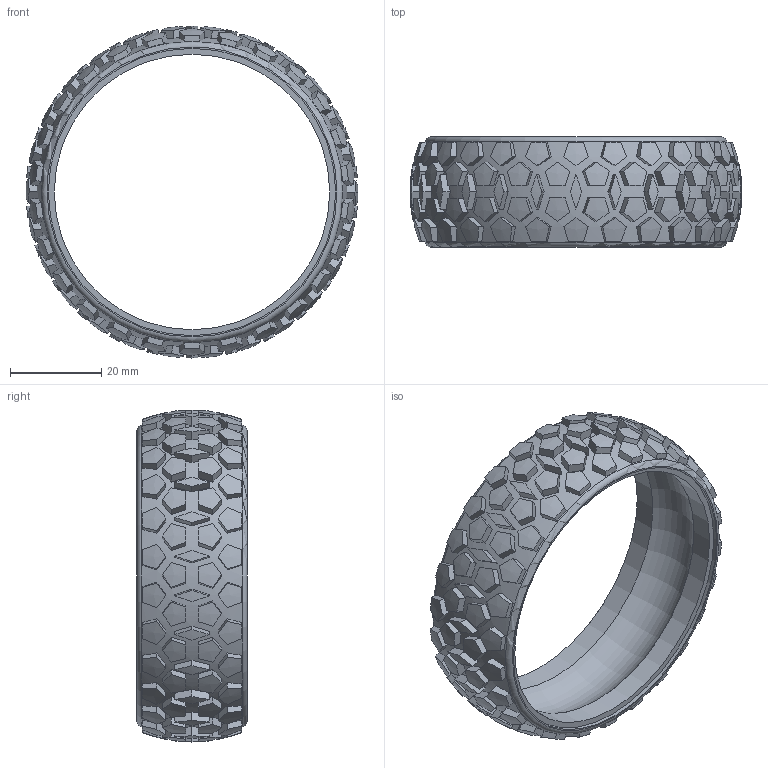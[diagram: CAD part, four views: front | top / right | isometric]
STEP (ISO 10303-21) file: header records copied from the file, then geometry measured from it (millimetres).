
FILE_DESCRIPTION(/* description */ (''),/* implementation_level */ '2;1');
FILE_NAME(/* name */ '(2.85'''') VEXplorer Wheel-Parts\Tire.ipt.step',/* time_stamp */ '2020-04-16T23:21:13-04:00',/* author */ ('Jordan'),/* organization */ (''),/* preprocessor_version */ 'ST-DEVELOPER v17',/* originating_system */ 'Autodesk Inventor 2019',/* authorisation */ '');
FILE_SCHEMA (('AUTOMOTIVE_DESIGN { 1 0 10303 214 3 1 1 }'));
Length unit declared in the file: inch
Products named in the file (1): Tire
Bounding box: 72.58 x 24.13 x 72.64 mm (x, y, z)
Volume: 16024.3 mm3; surface area: 15025.4 mm2
Topology: 1 solids, 1 shells, 769 faces, 1923 edges, 1286 vertices
Faces by surface type: plane 629, bspline 133, cylinder 4, torus 3
Full cylindrical faces by diameter (mm): 60.277 x1, 60.325 x1, 62.865 x2
Entity records: 24709 total; most frequent: CARTESIAN_POINT 7973, ORIENTED_EDGE 3846, DIRECTION 2796, EDGE_CURVE 1923, VERTEX_POINT 1286, AXIS2_PLACEMENT_3D 1082, EDGE_LOOP 901, B_SPLINE_CURVE_WITH_KNOTS 842
